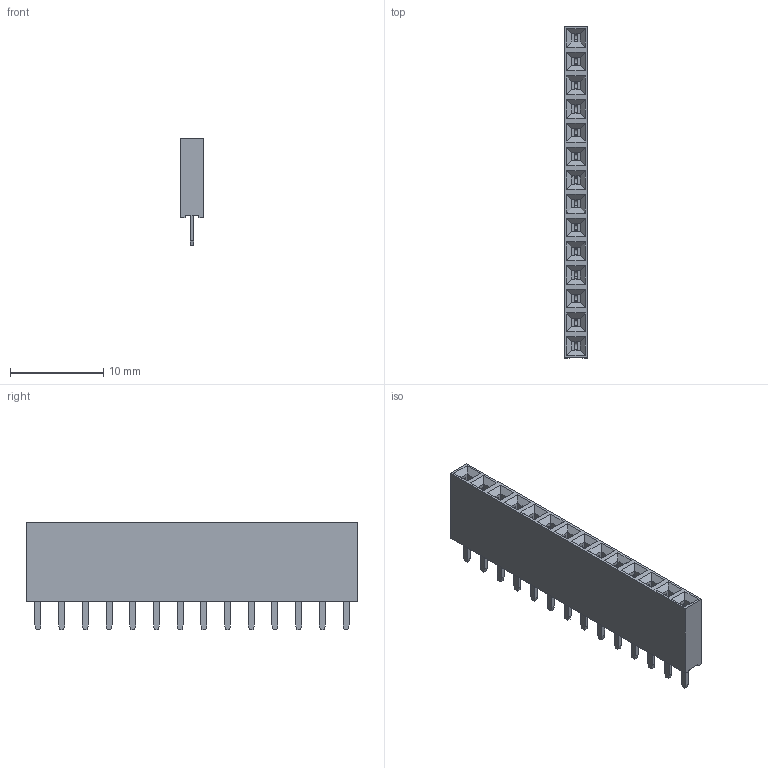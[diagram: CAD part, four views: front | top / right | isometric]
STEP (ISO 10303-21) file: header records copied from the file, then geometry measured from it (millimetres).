
FILE_DESCRIPTION(('FreeCAD Model'),'2;1');
FILE_NAME('Open CASCADE Shape Model','2023-05-12T03:16:48',( 'kicad StepUp'),('ksu MCAD'),'Open CASCADE STEP processor 7.6', 'FreeCAD','Unknown');
FILE_SCHEMA(('AUTOMOTIVE_DESIGN { 1 0 10303 214 1 1 1 1 }'));
Length unit declared in the file: millimetre
Products named in the file (16): Female_Header_1x14_P2.54_H8.5_straight; Pin_One013; Epoxy_Body013; Body117; Body118; Body119; Body120; Body121; Body122; Body123; Body124; Body125; Body114; Body126; Body127; Body128
Assembly tree (15 placements, depth 2):
  Female_Header_1x14_P2.54_H8.5_straight
    Pin_One013
    Epoxy_Body013
    Body117
    Body118
    Body119
    Body120
    Body121
    Body122
    Body123
    Body124
    Body125
    Body114
    Body126
    Body127
    Body128
Bounding box: 2.5 x 35.56 x 11.5 mm (x, y, z)
Volume: 654 mm3; surface area: 1918 mm2
Topology: 15 solids, 15 shells, 572 faces, 1598 edges, 1056 vertices
Faces by surface type: plane 416, cylinder 100, bspline 56
Entity records: 18571 total; most frequent: CARTESIAN_POINT 3466, ORIENTED_EDGE 3196, DIRECTION 2834, EDGE_CURVE 1598, LINE 1314, VECTOR 1314, VERTEX_POINT 1056, AXIS2_PLACEMENT_3D 760
